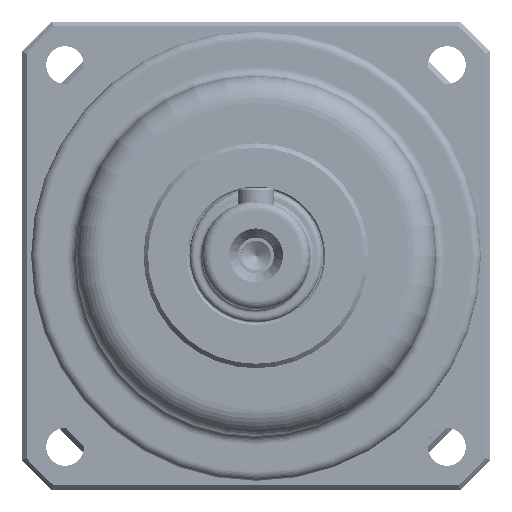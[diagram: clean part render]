
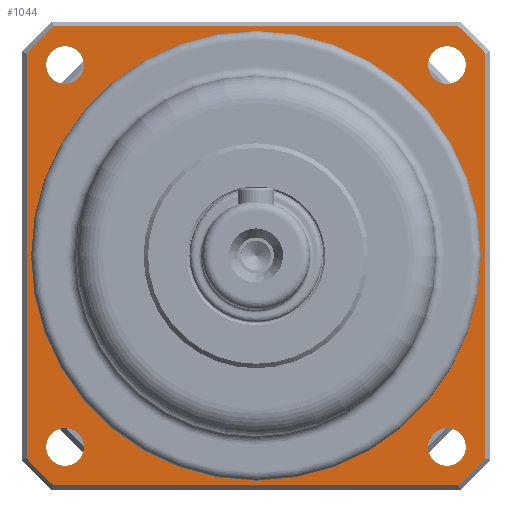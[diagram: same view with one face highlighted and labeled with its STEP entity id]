
A CAD part, top view. The second image highlights one B-rep face of the part: STEP entity #1044.
In plain terms, the highlighted planar face has unit normal (0, 0, 1).
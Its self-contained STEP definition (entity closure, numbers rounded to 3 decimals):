
#411=CARTESIAN_POINT('',(23.313,21.213,6.5));
#412=VERTEX_POINT('',#411);
#413=CARTESIAN_POINT('',(21.213,21.213,6.5));
#414=DIRECTION('',(0.0,0.0,1.0));
#415=DIRECTION('',(1.0,0.0,0.0));
#416=AXIS2_PLACEMENT_3D('',#413,#414,#415);
#417=CIRCLE('',#416,2.1);
#418=EDGE_CURVE('',#412,#412,#417,.T.);
#439=CARTESIAN_POINT('',(-19.113,21.213,6.5));
#440=VERTEX_POINT('',#439);
#441=CARTESIAN_POINT('',(-21.213,21.213,6.5));
#442=DIRECTION('',(0.0,0.0,1.0));
#443=DIRECTION('',(1.0,0.0,0.0));
#444=AXIS2_PLACEMENT_3D('',#441,#442,#443);
#445=CIRCLE('',#444,2.1);
#446=EDGE_CURVE('',#440,#440,#445,.T.);
#467=CARTESIAN_POINT('',(-19.113,-21.213,6.5));
#468=VERTEX_POINT('',#467);
#469=CARTESIAN_POINT('',(-21.213,-21.213,6.5));
#470=DIRECTION('',(0.0,0.0,1.0));
#471=DIRECTION('',(1.0,0.0,0.0));
#472=AXIS2_PLACEMENT_3D('',#469,#470,#471);
#473=CIRCLE('',#472,2.1);
#474=EDGE_CURVE('',#468,#468,#473,.T.);
#495=CARTESIAN_POINT('',(23.313,-21.213,6.5));
#496=VERTEX_POINT('',#495);
#497=CARTESIAN_POINT('',(21.213,-21.213,6.5));
#498=DIRECTION('',(0.0,0.0,1.0));
#499=DIRECTION('',(1.0,0.0,0.0));
#500=AXIS2_PLACEMENT_3D('',#497,#498,#499);
#501=CIRCLE('',#500,2.1);
#502=EDGE_CURVE('',#496,#496,#501,.T.);
#527=CARTESIAN_POINT('',(0.0,25.0,6.5));
#528=VERTEX_POINT('',#527);
#529=CARTESIAN_POINT('',(0.0,0.,6.5));
#530=DIRECTION('',(0.0,0.0,-1.0));
#531=DIRECTION('',(0.0,1.0,0.0));
#532=AXIS2_PLACEMENT_3D('',#529,#530,#531);
#533=CIRCLE('',#532,25.0);
#534=EDGE_CURVE('',#528,#528,#533,.T.);
#954=CARTESIAN_POINT('',(0.0,34.5,6.5));
#955=DIRECTION('',(0.0,0.0,1.0));
#956=DIRECTION('',(1.0,0.0,0.0));
#957=AXIS2_PLACEMENT_3D('',#954,#955,#956);
#958=PLANE('',#957);
#959=CARTESIAN_POINT('',(25.5,22.489,6.5));
#960=VERTEX_POINT('',#959);
#961=CARTESIAN_POINT('',(22.489,25.5,6.5));
#962=VERTEX_POINT('',#961);
#963=CARTESIAN_POINT('',(0.0,0.,6.5));
#964=DIRECTION('',(0.0,0.0,1.0));
#965=DIRECTION('',(0.0,-1.0,0.0));
#966=AXIS2_PLACEMENT_3D('',#963,#964,#965);
#967=CIRCLE('',#966,34.);
#968=EDGE_CURVE('',#960,#962,#967,.T.);
#969=ORIENTED_EDGE('',*,*,#968,.T.);
#970=CARTESIAN_POINT('',(-22.489,25.5,6.5));
#971=VERTEX_POINT('',#970);
#972=CARTESIAN_POINT('',(22.489,25.5,6.5));
#973=DIRECTION('',(-1.0,0.0,0.0));
#974=VECTOR('',#973,44.978);
#975=LINE('',#972,#974);
#976=EDGE_CURVE('',#962,#971,#975,.T.);
#977=ORIENTED_EDGE('',*,*,#976,.T.);
#978=CARTESIAN_POINT('',(-25.5,22.489,6.5));
#979=VERTEX_POINT('',#978);
#980=CARTESIAN_POINT('',(0.0,0.,6.5));
#981=DIRECTION('',(0.0,0.0,1.0));
#982=DIRECTION('',(0.0,-1.0,0.0));
#983=AXIS2_PLACEMENT_3D('',#980,#981,#982);
#984=CIRCLE('',#983,34.);
#985=EDGE_CURVE('',#971,#979,#984,.T.);
#986=ORIENTED_EDGE('',*,*,#985,.T.);
#987=CARTESIAN_POINT('',(-25.5,-22.489,6.5));
#988=VERTEX_POINT('',#987);
#989=CARTESIAN_POINT('',(-25.5,22.489,6.5));
#990=DIRECTION('',(0.0,-1.0,0.0));
#991=VECTOR('',#990,44.978);
#992=LINE('',#989,#991);
#993=EDGE_CURVE('',#979,#988,#992,.T.);
#994=ORIENTED_EDGE('',*,*,#993,.T.);
#995=CARTESIAN_POINT('',(-22.489,-25.5,6.5));
#996=VERTEX_POINT('',#995);
#997=CARTESIAN_POINT('',(0.0,0.,6.5));
#998=DIRECTION('',(0.0,0.0,1.0));
#999=DIRECTION('',(0.0,-1.0,0.0));
#1000=AXIS2_PLACEMENT_3D('',#997,#998,#999);
#1001=CIRCLE('',#1000,34.);
#1002=EDGE_CURVE('',#988,#996,#1001,.T.);
#1003=ORIENTED_EDGE('',*,*,#1002,.T.);
#1004=CARTESIAN_POINT('',(22.489,-25.5,6.5));
#1005=VERTEX_POINT('',#1004);
#1006=CARTESIAN_POINT('',(-22.489,-25.5,6.5));
#1007=DIRECTION('',(1.0,0.0,0.0));
#1008=VECTOR('',#1007,44.978);
#1009=LINE('',#1006,#1008);
#1010=EDGE_CURVE('',#996,#1005,#1009,.T.);
#1011=ORIENTED_EDGE('',*,*,#1010,.T.);
#1012=CARTESIAN_POINT('',(25.5,-22.489,6.5));
#1013=VERTEX_POINT('',#1012);
#1014=CARTESIAN_POINT('',(0.0,0.,6.5));
#1015=DIRECTION('',(0.0,0.0,1.0));
#1016=DIRECTION('',(0.0,-1.0,0.0));
#1017=AXIS2_PLACEMENT_3D('',#1014,#1015,#1016);
#1018=CIRCLE('',#1017,34.);
#1019=EDGE_CURVE('',#1005,#1013,#1018,.T.);
#1020=ORIENTED_EDGE('',*,*,#1019,.T.);
#1021=CARTESIAN_POINT('',(25.5,-22.489,6.5));
#1022=DIRECTION('',(0.0,1.0,0.0));
#1023=VECTOR('',#1022,44.978);
#1024=LINE('',#1021,#1023);
#1025=EDGE_CURVE('',#1013,#960,#1024,.T.);
#1026=ORIENTED_EDGE('',*,*,#1025,.T.);
#1027=EDGE_LOOP('',(#969,#977,#986,#994,#1003,#1011,#1020,#1026));
#1028=FACE_OUTER_BOUND('',#1027,.T.);
#1029=ORIENTED_EDGE('',*,*,#418,.F.);
#1030=EDGE_LOOP('',(#1029));
#1031=FACE_BOUND('',#1030,.T.);
#1032=ORIENTED_EDGE('',*,*,#446,.F.);
#1033=EDGE_LOOP('',(#1032));
#1034=FACE_BOUND('',#1033,.T.);
#1035=ORIENTED_EDGE('',*,*,#474,.F.);
#1036=EDGE_LOOP('',(#1035));
#1037=FACE_BOUND('',#1036,.T.);
#1038=ORIENTED_EDGE('',*,*,#502,.F.);
#1039=EDGE_LOOP('',(#1038));
#1040=FACE_BOUND('',#1039,.T.);
#1041=ORIENTED_EDGE('',*,*,#534,.T.);
#1042=EDGE_LOOP('',(#1041));
#1043=FACE_BOUND('',#1042,.T.);
#1044=ADVANCED_FACE('',(#1028,#1031,#1034,#1037,#1040,#1043),#958,.T.);
